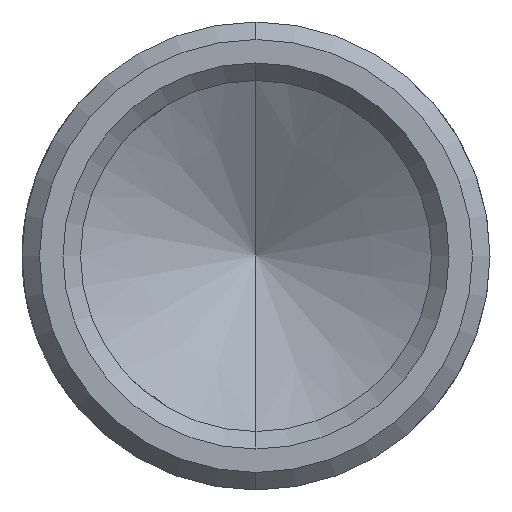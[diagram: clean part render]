
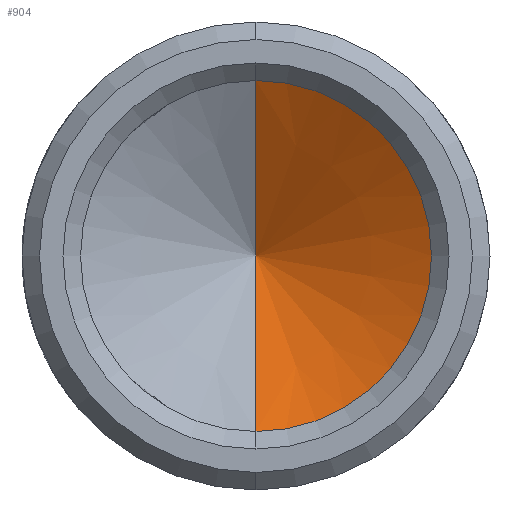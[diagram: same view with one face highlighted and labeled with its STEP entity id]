
A CAD part, left-side view. The second image highlights one B-rep face of the part: STEP entity #904.
In plain terms, the highlighted conical face has half-angle 60 degrees and reference radius 1732.05 mm.
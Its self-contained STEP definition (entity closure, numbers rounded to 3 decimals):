
#12 = ORIENTED_EDGE ( 'NONE', *, *, #287, .T. ) ;
#105 = CARTESIAN_POINT ( 'NONE',  ( -24., 0., 3. ) ) ;
#168 = VECTOR ( 'NONE', #863, 1000. ) ;
#265 = CARTESIAN_POINT ( 'NONE',  ( -22.268, 0., 0. ) ) ;
#287 = EDGE_CURVE ( 'NONE', #1027, #930, #810, .T. ) ;
#362 = ORIENTED_EDGE ( 'NONE', *, *, #843, .F. ) ;
#416 = DIRECTION ( 'NONE',  ( 0., 0., 1. ) ) ;
#439 = EDGE_CURVE ( 'NONE', #930, #828, #508, .T. ) ;
#485 = AXIS2_PLACEMENT_3D ( 'NONE', #725, #801, #416 ) ;
#508 = CIRCLE ( 'NONE', #841, 3. ) ;
#529 = ORIENTED_EDGE ( 'NONE', *, *, #439, .T. ) ;
#616 = DIRECTION ( 'NONE',  ( -0.5, 0., -0.866 ) ) ;
#677 = LINE ( 'NONE', #1069, #168 ) ;
#683 = CARTESIAN_POINT ( 'NONE',  ( -24., 0., 0. ) ) ;
#725 = CARTESIAN_POINT ( 'NONE',  ( -1022.268, 0., 0. ) ) ;
#796 = CONICAL_SURFACE ( 'NONE', #485, 1732.051, 1.047 ) ;
#801 = DIRECTION ( 'NONE',  ( -1., 0., 0. ) ) ;
#810 = LINE ( 'NONE', #1179, #1102 ) ;
#828 = VERTEX_POINT ( 'NONE', #105 ) ;
#841 = AXIS2_PLACEMENT_3D ( 'NONE', #683, #1265, #994 ) ;
#843 = EDGE_CURVE ( 'NONE', #1027, #828, #677, .T. ) ;
#863 = DIRECTION ( 'NONE',  ( -0.5, 0., 0.866 ) ) ;
#904 = ADVANCED_FACE ( 'NONE', ( #1003 ), #796, .F. ) ;
#923 = CARTESIAN_POINT ( 'NONE',  ( -24., 0., -3. ) ) ;
#930 = VERTEX_POINT ( 'NONE', #923 ) ;
#994 = DIRECTION ( 'NONE',  ( 0., 0., 1. ) ) ;
#1003 = FACE_OUTER_BOUND ( 'NONE', #1020, .T. ) ;
#1020 = EDGE_LOOP ( 'NONE', ( #362, #12, #529 ) ) ;
#1027 = VERTEX_POINT ( 'NONE', #265 ) ;
#1069 = CARTESIAN_POINT ( 'NONE',  ( -22.268, 0., 0. ) ) ;
#1102 = VECTOR ( 'NONE', #616, 1000. ) ;
#1179 = CARTESIAN_POINT ( 'NONE',  ( -22.268, 0., 0. ) ) ;
#1265 = DIRECTION ( 'NONE',  ( -1., 0., 0. ) ) ;
